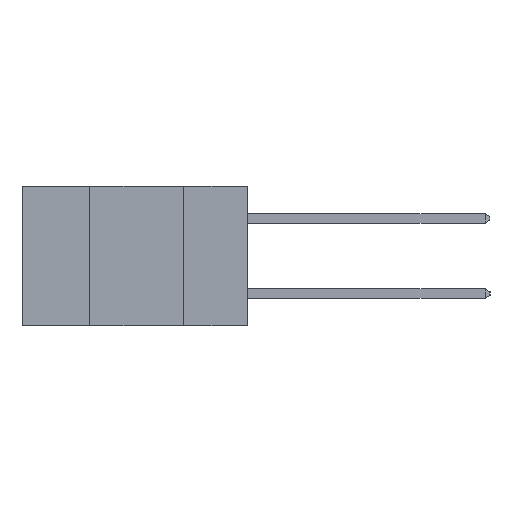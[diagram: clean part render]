
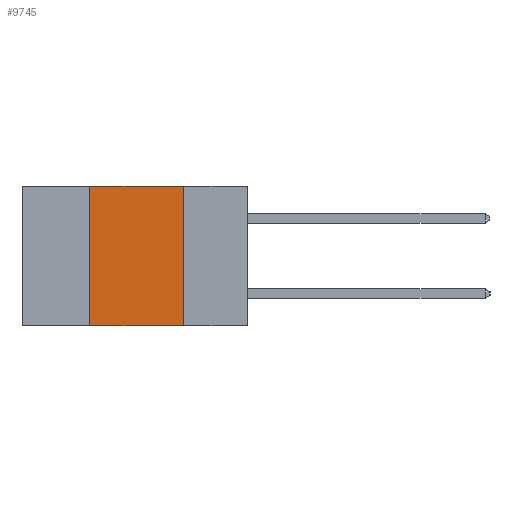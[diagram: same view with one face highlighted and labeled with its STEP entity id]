
A CAD part, left-side view. The second image highlights one B-rep face of the part: STEP entity #9745.
In plain terms, the highlighted planar face has unit normal (-1, 0, 0).
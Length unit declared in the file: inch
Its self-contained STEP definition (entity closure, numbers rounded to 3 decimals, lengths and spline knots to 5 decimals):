
#159 = PLANE ( 'NONE',  #7577 ) ;
#442 = CARTESIAN_POINT ( 'NONE',  ( 0., 0.6, -0.37 ) ) ;
#579 = VECTOR ( 'NONE', #6190, 39.37008 ) ;
#782 = DIRECTION ( 'NONE',  ( 0., 0., -1. ) ) ;
#1269 = EDGE_CURVE ( 'NONE', #16388, #4312, #23607, .T. ) ;
#2337 = VECTOR ( 'NONE', #15438, 39.37008 ) ;
#4312 = VERTEX_POINT ( 'NONE', #7169 ) ;
#5613 = EDGE_CURVE ( 'NONE', #4312, #9826, #17667, .T. ) ;
#5822 = CARTESIAN_POINT ( 'NONE',  ( 0., 0.6, 0. ) ) ;
#5911 = DIRECTION ( 'NONE',  ( 0., 0., -1. ) ) ;
#6190 = DIRECTION ( 'NONE',  ( 0., -1., 0. ) ) ;
#7169 = CARTESIAN_POINT ( 'NONE',  ( 0., 0.42, 0. ) ) ;
#7465 = CARTESIAN_POINT ( 'NONE',  ( 0., 0.42, -0.37 ) ) ;
#7577 = AXIS2_PLACEMENT_3D ( 'NONE', #5822, #17454, #5911 ) ;
#9057 = EDGE_LOOP ( 'NONE', ( #20200, #15228, #10094, #14646 ) ) ;
#9745 = ADVANCED_FACE ( 'NONE', ( #13975 ), #159, .F. ) ;
#9826 = VERTEX_POINT ( 'NONE', #21382 ) ;
#10094 = ORIENTED_EDGE ( 'NONE', *, *, #1269, .F. ) ;
#11258 = EDGE_CURVE ( 'NONE', #9826, #22177, #16182, .T. ) ;
#13975 = FACE_OUTER_BOUND ( 'NONE', #9057, .T. ) ;
#14281 = CARTESIAN_POINT ( 'NONE',  ( 0., 0.17, -0.37 ) ) ;
#14646 = ORIENTED_EDGE ( 'NONE', *, *, #16900, .T. ) ;
#15220 = CARTESIAN_POINT ( 'NONE',  ( 0., 0.6, 0. ) ) ;
#15228 = ORIENTED_EDGE ( 'NONE', *, *, #5613, .F. ) ;
#15438 = DIRECTION ( 'NONE',  ( 0., -1., 0. ) ) ;
#16182 = LINE ( 'NONE', #14281, #21160 ) ;
#16388 = VERTEX_POINT ( 'NONE', #21999 ) ;
#16520 = LINE ( 'NONE', #442, #579 ) ;
#16900 = EDGE_CURVE ( 'NONE', #16388, #22177, #16520, .T. ) ;
#17454 = DIRECTION ( 'NONE',  ( 1., 0., 0. ) ) ;
#17667 = LINE ( 'NONE', #15220, #2337 ) ;
#18382 = CARTESIAN_POINT ( 'NONE',  ( 0., 0.17, -0.37 ) ) ;
#18652 = VECTOR ( 'NONE', #22619, 39.37008 ) ;
#20200 = ORIENTED_EDGE ( 'NONE', *, *, #11258, .F. ) ;
#21160 = VECTOR ( 'NONE', #782, 39.37008 ) ;
#21382 = CARTESIAN_POINT ( 'NONE',  ( 0., 0.17, 0. ) ) ;
#21999 = CARTESIAN_POINT ( 'NONE',  ( 0., 0.42, -0.37 ) ) ;
#22177 = VERTEX_POINT ( 'NONE', #18382 ) ;
#22619 = DIRECTION ( 'NONE',  ( 0., 0., 1. ) ) ;
#23607 = LINE ( 'NONE', #7465, #18652 ) ;
